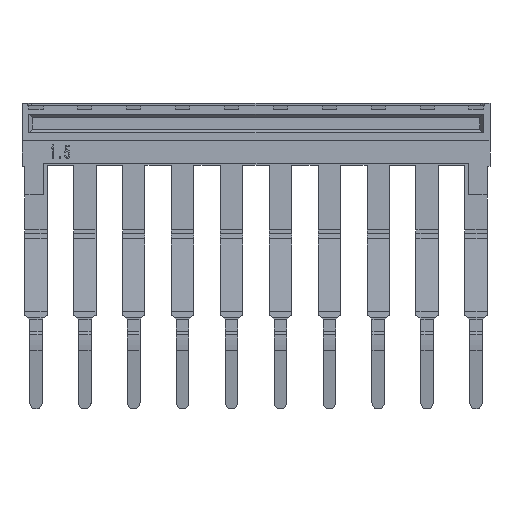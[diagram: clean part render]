
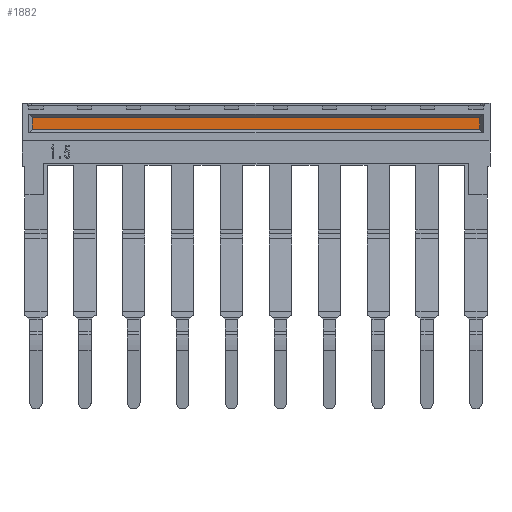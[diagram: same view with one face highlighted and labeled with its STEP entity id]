
A CAD part, front view. The second image highlights one B-rep face of the part: STEP entity #1882.
In plain terms, the highlighted planar face has unit normal (0, -1, 0).
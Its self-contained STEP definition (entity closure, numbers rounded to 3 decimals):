
#790=AXIS2_PLACEMENT_3D('Plane Axis2P3D',#787,#788,#789) ;
#787=CARTESIAN_POINT('Axis2P3D Location',(1.,0.4,19.201)) ;
#1819=CARTESIAN_POINT('Vertex',(0.731,0.4,20.87)) ;
#1825=CARTESIAN_POINT('Vertex',(0.731,0.4,20.012)) ;
#1828=CARTESIAN_POINT('Line Origine',(0.731,0.4,20.441)) ;
#1849=CARTESIAN_POINT('Vertex',(32.769,0.4,20.87)) ;
#1852=CARTESIAN_POINT('Line Origine',(16.75,0.4,20.87)) ;
#1864=CARTESIAN_POINT('Line Origine',(32.769,0.4,20.441)) ;
#1868=CARTESIAN_POINT('Vertex',(32.769,0.4,20.012)) ;
#1871=CARTESIAN_POINT('Line Origine',(16.75,0.4,20.012)) ;
#788=DIRECTION('Axis2P3D Direction',(0.,1.,0.)) ;
#789=DIRECTION('Axis2P3D XDirection',(0.,0.,-1.)) ;
#1829=DIRECTION('Vector Direction',(0.,0.,-1.)) ;
#1853=DIRECTION('Vector Direction',(-1.,0.,0.)) ;
#1865=DIRECTION('Vector Direction',(0.,0.,-1.)) ;
#1872=DIRECTION('Vector Direction',(-1.,0.,0.)) ;
#1830=VECTOR('Line Direction',#1829,1.) ;
#1854=VECTOR('Line Direction',#1853,1.) ;
#1866=VECTOR('Line Direction',#1865,1.) ;
#1873=VECTOR('Line Direction',#1872,1.) ;
#1877=ORIENTED_EDGE('',*,*,#1870,.T.) ;
#1878=ORIENTED_EDGE('',*,*,#1856,.T.) ;
#1879=ORIENTED_EDGE('',*,*,#1832,.F.) ;
#1880=ORIENTED_EDGE('',*,*,#1875,.F.) ;
#1882=ADVANCED_FACE('ZQV_1-5N_KU',(#1881),#791,.F.) ;
#1832=EDGE_CURVE('',#1826,#1820,#1831,.F.) ;
#1856=EDGE_CURVE('',#1850,#1820,#1855,.T.) ;
#1870=EDGE_CURVE('',#1869,#1850,#1867,.F.) ;
#1875=EDGE_CURVE('',#1869,#1826,#1874,.T.) ;
#1876=EDGE_LOOP('',(#1877,#1878,#1879,#1880)) ;
#1881=FACE_OUTER_BOUND('',#1876,.T.) ;
#1831=LINE('Line',#1828,#1830) ;
#1855=LINE('Line',#1852,#1854) ;
#1867=LINE('Line',#1864,#1866) ;
#1874=LINE('Line',#1871,#1873) ;
#791=PLANE('',#790) ;
#1820=VERTEX_POINT('',#1819) ;
#1826=VERTEX_POINT('',#1825) ;
#1850=VERTEX_POINT('',#1849) ;
#1869=VERTEX_POINT('',#1868) ;
